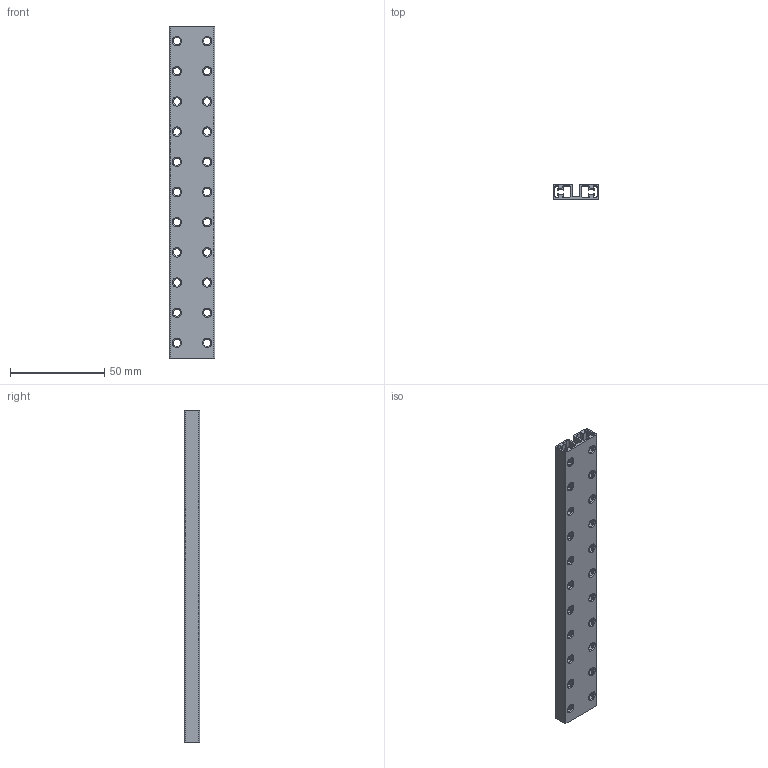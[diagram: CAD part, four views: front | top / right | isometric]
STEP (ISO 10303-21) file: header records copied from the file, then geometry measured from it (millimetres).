
FILE_DESCRIPTION (( 'STEP AP214' ), '1' );
FILE_NAME ('Beam0824-176邧謂褽.STEP', '2016-10-26T08:40:36', ( 'dell' ), ( '' ), 'SwSTEP 2.0', 'SolidWorks 2013', '' );
FILE_SCHEMA (( 'AUTOMOTIVE_DESIGN' ));
Length unit declared in the file: millimetre
Products named in the file (1): Beam0824-176邧謂褽
Bounding box: 24 x 8 x 176 mm (x, y, z)
Volume: 12649.1 mm3; surface area: 26136.6 mm2
Topology: 1 solids, 1 shells, 790 faces, 2496 edges, 1664 vertices
Faces by surface type: cylinder 488, plane 214, cone 88
Entity records: 32478 total; most frequent: CARTESIAN_POINT 11351, ORIENTED_EDGE 4992, DIRECTION 3734, EDGE_CURVE 2496, VERTEX_POINT 1664, AXIS2_PLACEMENT_3D 1327, LINE 1080, VECTOR 1080
